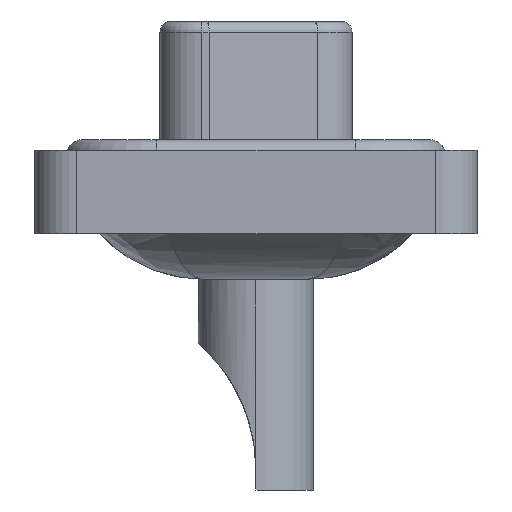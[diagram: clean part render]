
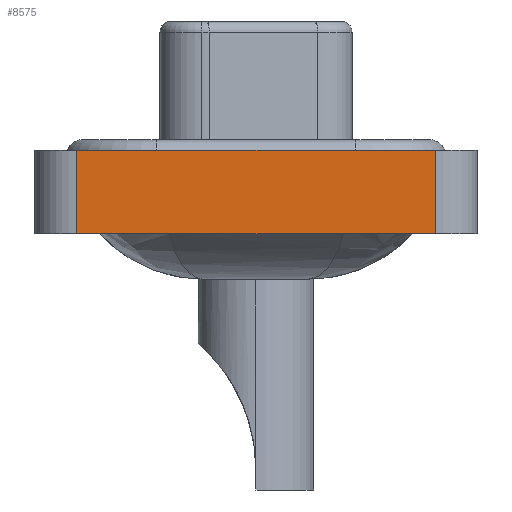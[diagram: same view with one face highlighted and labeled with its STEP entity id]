
A CAD part, left-side view. The second image highlights one B-rep face of the part: STEP entity #8575.
In plain terms, the highlighted planar face has unit normal (-1, 0, 0).
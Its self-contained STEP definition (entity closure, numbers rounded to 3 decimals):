
#401 = CARTESIAN_POINT ( 'NONE',  ( -7.35, -8.55, 0.4 ) ) ;
#634 = DIRECTION ( 'NONE',  ( 0., 0., 1. ) ) ;
#917 = PLANE ( 'NONE',  #19988 ) ;
#2136 = VECTOR ( 'NONE', #19515, 1000. ) ;
#2308 = FACE_OUTER_BOUND ( 'NONE', #9103, .T. ) ;
#2882 = VECTOR ( 'NONE', #634, 1000. ) ;
#3142 = CARTESIAN_POINT ( 'NONE',  ( -7.35, -8.55, 0.4 ) ) ;
#3295 = VERTEX_POINT ( 'NONE', #7008 ) ;
#3847 = ORIENTED_EDGE ( 'NONE', *, *, #15387, .T. ) ;
#5294 = VERTEX_POINT ( 'NONE', #10539 ) ;
#5348 = CARTESIAN_POINT ( 'NONE',  ( -7.35, -8.55, -3.6 ) ) ;
#5701 = VERTEX_POINT ( 'NONE', #401 ) ;
#6452 = EDGE_CURVE ( 'NONE', #5294, #15327, #17645, .T. ) ;
#7008 = CARTESIAN_POINT ( 'NONE',  ( -7.35, -8.55, -3.6 ) ) ;
#7116 = VECTOR ( 'NONE', #18936, 1000. ) ;
#7314 = CARTESIAN_POINT ( 'NONE',  ( -7.35, 8.55, -3.6 ) ) ;
#7911 = EDGE_CURVE ( 'NONE', #5294, #3295, #17970, .T. ) ;
#8170 = DIRECTION ( 'NONE',  ( 0., -1., 0. ) ) ;
#8575 = ADVANCED_FACE ( 'NONE', ( #2308 ), #917, .T. ) ;
#9005 = DIRECTION ( 'NONE',  ( -1., 0., 0. ) ) ;
#9103 = EDGE_LOOP ( 'NONE', ( #3847, #19616, #18742, #13605 ) ) ;
#10539 = CARTESIAN_POINT ( 'NONE',  ( -7.35, 8.55, -3.6 ) ) ;
#11034 = CARTESIAN_POINT ( 'NONE',  ( -7.35, -8.55, -3.6 ) ) ;
#11508 = CARTESIAN_POINT ( 'NONE',  ( -7.35, 8.55, 0.4 ) ) ;
#13605 = ORIENTED_EDGE ( 'NONE', *, *, #7911, .T. ) ;
#13936 = DIRECTION ( 'NONE',  ( 0., 0., 1. ) ) ;
#14937 = CARTESIAN_POINT ( 'NONE',  ( -7.35, -8.55, -3.6 ) ) ;
#15327 = VERTEX_POINT ( 'NONE', #11508 ) ;
#15387 = EDGE_CURVE ( 'NONE', #3295, #5701, #17227, .T. ) ;
#17227 = LINE ( 'NONE', #5348, #2882 ) ;
#17645 = LINE ( 'NONE', #7314, #7116 ) ;
#17906 = LINE ( 'NONE', #3142, #2136 ) ;
#17970 = LINE ( 'NONE', #14937, #18500 ) ;
#18500 = VECTOR ( 'NONE', #8170, 1000. ) ;
#18742 = ORIENTED_EDGE ( 'NONE', *, *, #6452, .F. ) ;
#18848 = EDGE_CURVE ( 'NONE', #15327, #5701, #17906, .T. ) ;
#18936 = DIRECTION ( 'NONE',  ( 0., 0., 1. ) ) ;
#19515 = DIRECTION ( 'NONE',  ( 0., -1., 0. ) ) ;
#19616 = ORIENTED_EDGE ( 'NONE', *, *, #18848, .F. ) ;
#19988 = AXIS2_PLACEMENT_3D ( 'NONE', #11034, #9005, #13936 ) ;
